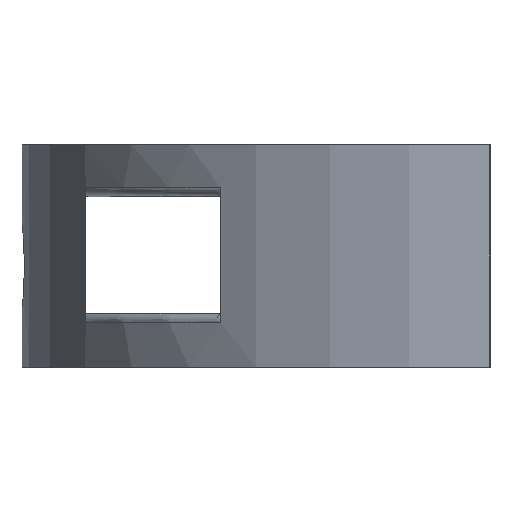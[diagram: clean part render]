
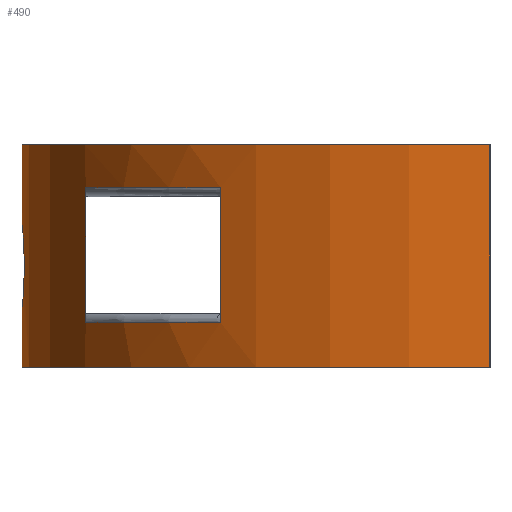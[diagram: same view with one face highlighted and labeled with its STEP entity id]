
A CAD part, left-side view. The second image highlights one B-rep face of the part: STEP entity #490.
In plain terms, the highlighted cylindrical face has radius 52.1 mm (diameter 104.2 mm), a partial arc.
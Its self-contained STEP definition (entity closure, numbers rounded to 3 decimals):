
#31=B_SPLINE_CURVE_WITH_KNOTS('',3,(#931,#932,#933,#934,#935,#936,#937,
#938,#939,#940,#941,#942,#943,#944,#945,#946,#947,#948),.UNSPECIFIED.,.F.,
 .F.,(4,2,2,2,2,2,2,2,4),(0.754,0.942,1.131,
1.319,1.508,1.696,1.885,2.073,
2.262),.UNSPECIFIED.);
#32=B_SPLINE_CURVE_WITH_KNOTS('',3,(#949,#950,#951,#952,#953,#954,#955,
#956,#957,#958,#959,#960,#961,#962,#963,#964,#965,#966,#967),
 .UNSPECIFIED.,.F.,.F.,(4,2,2,2,3,2,2,2,4),(2.262,2.45,
2.639,2.827,3.015,3.204,3.392,
3.581,3.769),.UNSPECIFIED.);
#36=FACE_BOUND('',#96,.T.);
#37=FACE_BOUND('',#97,.T.);
#38=FACE_BOUND('',#98,.T.);
#43=CYLINDRICAL_SURFACE('',#554,52.1);
#67=FACE_OUTER_BOUND('',#95,.T.);
#95=EDGE_LOOP('',(#435,#436,#437,#438));
#96=EDGE_LOOP('',(#439,#440));
#97=EDGE_LOOP('',(#441,#442,#443,#444));
#98=EDGE_LOOP('',(#445,#446,#447,#448));
#119=CIRCLE('',#543,52.1);
#121=CIRCLE('',#546,52.1);
#122=CIRCLE('',#549,52.1);
#123=CIRCLE('',#551,52.1);
#124=CIRCLE('',#553,52.1);
#125=CIRCLE('',#555,52.1);
#137=LINE('',#787,#170);
#143=LINE('',#827,#176);
#148=LINE('',#852,#181);
#151=LINE('',#871,#184);
#153=LINE('',#901,#186);
#156=LINE('',#924,#189);
#170=VECTOR('',#594,10.);
#176=VECTOR('',#610,10.);
#181=VECTOR('',#623,10.);
#184=VECTOR('',#630,10.);
#186=VECTOR('',#638,10.);
#189=VECTOR('',#649,10.);
#211=VERTEX_POINT('',#773);
#212=VERTEX_POINT('',#786);
#218=VERTEX_POINT('',#815);
#219=VERTEX_POINT('',#826);
#224=VERTEX_POINT('',#849);
#225=VERTEX_POINT('',#851);
#228=VERTEX_POINT('',#859);
#229=VERTEX_POINT('',#870);
#231=VERTEX_POINT('',#887);
#232=VERTEX_POINT('',#900);
#235=VERTEX_POINT('',#921);
#236=VERTEX_POINT('',#923);
#238=VERTEX_POINT('',#929);
#239=VERTEX_POINT('',#930);
#262=EDGE_CURVE('',#212,#211,#137,.T.);
#272=EDGE_CURVE('',#219,#218,#143,.T.);
#280=EDGE_CURVE('',#224,#225,#148,.T.);
#285=EDGE_CURVE('',#229,#228,#151,.T.);
#290=EDGE_CURVE('',#232,#231,#153,.T.);
#296=EDGE_CURVE('',#235,#236,#156,.T.);
#299=EDGE_CURVE('',#238,#239,#31,.T.);
#300=EDGE_CURVE('',#239,#238,#32,.T.);
#304=EDGE_CURVE('',#229,#211,#119,.T.);
#306=EDGE_CURVE('',#212,#228,#121,.T.);
#307=EDGE_CURVE('',#232,#218,#122,.T.);
#308=EDGE_CURVE('',#219,#231,#123,.T.);
#309=EDGE_CURVE('',#236,#224,#124,.T.);
#310=EDGE_CURVE('',#225,#235,#125,.T.);
#435=ORIENTED_EDGE('',*,*,#280,.F.);
#436=ORIENTED_EDGE('',*,*,#309,.F.);
#437=ORIENTED_EDGE('',*,*,#296,.F.);
#438=ORIENTED_EDGE('',*,*,#310,.F.);
#439=ORIENTED_EDGE('',*,*,#299,.T.);
#440=ORIENTED_EDGE('',*,*,#300,.T.);
#441=ORIENTED_EDGE('',*,*,#285,.T.);
#442=ORIENTED_EDGE('',*,*,#306,.F.);
#443=ORIENTED_EDGE('',*,*,#262,.T.);
#444=ORIENTED_EDGE('',*,*,#304,.F.);
#445=ORIENTED_EDGE('',*,*,#290,.T.);
#446=ORIENTED_EDGE('',*,*,#308,.F.);
#447=ORIENTED_EDGE('',*,*,#272,.T.);
#448=ORIENTED_EDGE('',*,*,#307,.F.);
#490=ADVANCED_FACE('',(#67,#36,#37,#38),#43,.T.);
#543=AXIS2_PLACEMENT_3D('',#974,#666,#667);
#546=AXIS2_PLACEMENT_3D('',#977,#672,#673);
#549=AXIS2_PLACEMENT_3D('',#980,#678,#679);
#551=AXIS2_PLACEMENT_3D('',#982,#682,#683);
#553=AXIS2_PLACEMENT_3D('',#984,#686,#687);
#554=AXIS2_PLACEMENT_3D('',#985,#688,#689);
#555=AXIS2_PLACEMENT_3D('',#986,#690,#691);
#594=DIRECTION('',(0.,0.,1.));
#610=DIRECTION('',(0.,0.,1.));
#623=DIRECTION('',(0.,0.,1.));
#630=DIRECTION('',(0.,0.,-1.));
#638=DIRECTION('',(0.,0.,-1.));
#649=DIRECTION('',(0.,0.,-1.));
#666=DIRECTION('center_axis',(0.,0.,-1.));
#667=DIRECTION('ref_axis',(-0.676,0.737,0.));
#672=DIRECTION('center_axis',(0.,0.,1.));
#673=DIRECTION('ref_axis',(-0.676,0.737,0.));
#678=DIRECTION('center_axis',(0.,0.,-1.));
#679=DIRECTION('ref_axis',(0.676,0.737,0.));
#682=DIRECTION('center_axis',(0.,0.,1.));
#683=DIRECTION('ref_axis',(0.676,0.737,0.));
#686=DIRECTION('center_axis',(0.,0.,-1.));
#687=DIRECTION('ref_axis',(1.,0.,0.));
#688=DIRECTION('center_axis',(0.,0.,1.));
#689=DIRECTION('ref_axis',(1.,0.,0.));
#690=DIRECTION('center_axis',(0.,0.,1.));
#691=DIRECTION('ref_axis',(1.,0.,0.));
#773=CARTESIAN_POINT('',(-26.257,45.,20.));
#786=CARTESIAN_POINT('',(-26.257,45.,5.));
#787=CARTESIAN_POINT('',(-26.257,45.,12.4));
#815=CARTESIAN_POINT('',(42.596,30.,20.));
#826=CARTESIAN_POINT('',(42.596,30.,5.));
#827=CARTESIAN_POINT('',(42.596,30.,12.4));
#849=CARTESIAN_POINT('',(52.1,0.,0.));
#851=CARTESIAN_POINT('',(52.1,0.,24.8));
#852=CARTESIAN_POINT('',(52.1,0.,12.4));
#859=CARTESIAN_POINT('',(-42.596,30.,5.));
#870=CARTESIAN_POINT('',(-42.596,30.,20.));
#871=CARTESIAN_POINT('',(-42.596,30.,12.4));
#887=CARTESIAN_POINT('',(26.257,45.,5.));
#900=CARTESIAN_POINT('',(26.257,45.,20.));
#901=CARTESIAN_POINT('',(26.257,45.,12.4));
#921=CARTESIAN_POINT('',(-52.1,0.,24.8));
#923=CARTESIAN_POINT('',(-52.1,0.,0.));
#924=CARTESIAN_POINT('',(-52.1,0.,12.4));
#929=CARTESIAN_POINT('',(0.,52.1,16.3));
#930=CARTESIAN_POINT('',(0.,52.1,6.3));
#931=CARTESIAN_POINT('Ctrl Pts',(0.,52.1,16.3));
#932=CARTESIAN_POINT('Ctrl Pts',(-0.628,52.1,16.3));
#933=CARTESIAN_POINT('Ctrl Pts',(-1.298,52.087,16.175));
#934=CARTESIAN_POINT('Ctrl Pts',(-2.53,52.042,15.664));
#935=CARTESIAN_POINT('Ctrl Pts',(-3.092,52.01,15.279));
#936=CARTESIAN_POINT('Ctrl Pts',(-3.979,51.95,14.392));
#937=CARTESIAN_POINT('Ctrl Pts',(-4.364,51.918,13.83));
#938=CARTESIAN_POINT('Ctrl Pts',(-4.874,51.872,12.598));
#939=CARTESIAN_POINT('Ctrl Pts',(-5.,51.86,11.928));
#940=CARTESIAN_POINT('Ctrl Pts',(-5.,51.86,10.672));
#941=CARTESIAN_POINT('Ctrl Pts',(-4.874,51.872,10.002));
#942=CARTESIAN_POINT('Ctrl Pts',(-4.364,51.918,8.77));
#943=CARTESIAN_POINT('Ctrl Pts',(-3.979,51.95,8.208));
#944=CARTESIAN_POINT('Ctrl Pts',(-3.092,52.01,7.321));
#945=CARTESIAN_POINT('Ctrl Pts',(-2.53,52.042,6.936));
#946=CARTESIAN_POINT('Ctrl Pts',(-1.298,52.087,6.426));
#947=CARTESIAN_POINT('Ctrl Pts',(-0.628,52.1,6.3));
#948=CARTESIAN_POINT('Ctrl Pts',(0.,52.1,6.3));
#949=CARTESIAN_POINT('Ctrl Pts',(0.,52.1,6.3));
#950=CARTESIAN_POINT('Ctrl Pts',(0.628,52.1,6.3));
#951=CARTESIAN_POINT('Ctrl Pts',(1.298,52.087,6.426));
#952=CARTESIAN_POINT('Ctrl Pts',(2.53,52.042,6.936));
#953=CARTESIAN_POINT('Ctrl Pts',(3.092,52.01,7.321));
#954=CARTESIAN_POINT('Ctrl Pts',(3.979,51.95,8.208));
#955=CARTESIAN_POINT('Ctrl Pts',(4.364,51.918,8.77));
#956=CARTESIAN_POINT('Ctrl Pts',(4.874,51.872,10.002));
#957=CARTESIAN_POINT('Ctrl Pts',(5.,51.86,10.672));
#958=CARTESIAN_POINT('Ctrl Pts',(5.,51.86,11.3));
#959=CARTESIAN_POINT('Ctrl Pts',(5.,51.86,11.928));
#960=CARTESIAN_POINT('Ctrl Pts',(4.874,51.872,12.598));
#961=CARTESIAN_POINT('Ctrl Pts',(4.364,51.918,13.83));
#962=CARTESIAN_POINT('Ctrl Pts',(3.979,51.95,14.392));
#963=CARTESIAN_POINT('Ctrl Pts',(3.092,52.01,15.279));
#964=CARTESIAN_POINT('Ctrl Pts',(2.53,52.042,15.664));
#965=CARTESIAN_POINT('Ctrl Pts',(1.298,52.087,16.175));
#966=CARTESIAN_POINT('Ctrl Pts',(0.628,52.1,16.3));
#967=CARTESIAN_POINT('Ctrl Pts',(0.,52.1,16.3));
#974=CARTESIAN_POINT('Origin',(0.,0.,20.));
#977=CARTESIAN_POINT('Origin',(0.,0.,5.));
#980=CARTESIAN_POINT('Origin',(0.,0.,20.));
#982=CARTESIAN_POINT('Origin',(0.,0.,5.));
#984=CARTESIAN_POINT('Origin',(0.,0.,0.));
#985=CARTESIAN_POINT('Origin',(0.,0.,12.4));
#986=CARTESIAN_POINT('Origin',(0.,0.,24.8));
